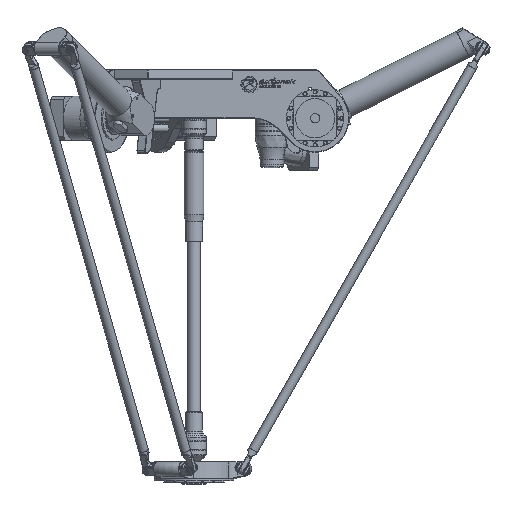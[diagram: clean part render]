
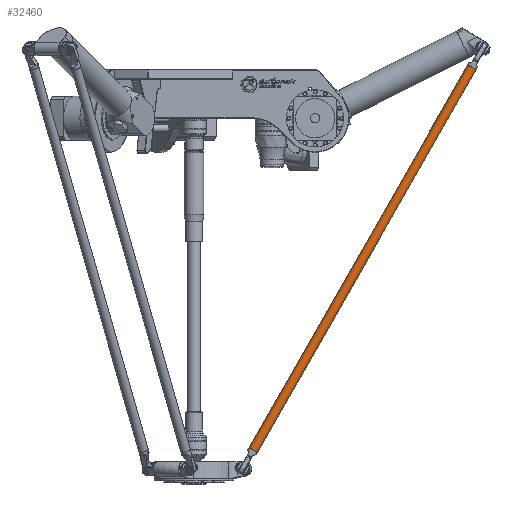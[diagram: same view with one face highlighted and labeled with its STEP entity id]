
A CAD part, front view. The second image highlights one B-rep face of the part: STEP entity #32460.
In plain terms, the highlighted cylindrical face has radius 10 mm (diameter 20 mm), a full revolution.
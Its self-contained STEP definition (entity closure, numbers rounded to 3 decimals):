
#1174=FACE_BOUND('',#6510,.T.);
#4004=FACE_OUTER_BOUND('',#6509,.T.);
#6509=EDGE_LOOP('',(#27658));
#6510=EDGE_LOOP('',(#27659));
#8202=CIRCLE('',#35719,10.);
#8203=CIRCLE('',#35721,10.);
#16064=VERTEX_POINT('',#60757);
#16065=VERTEX_POINT('',#60760);
#20030=EDGE_CURVE('',#16064,#16064,#8202,.T.);
#20031=EDGE_CURVE('',#16065,#16065,#8203,.T.);
#27658=ORIENTED_EDGE('',*,*,#20031,.T.);
#27659=ORIENTED_EDGE('',*,*,#20030,.T.);
#29717=CYLINDRICAL_SURFACE('',#35732,10.);
#32460=ADVANCED_FACE('',(#4004,#1174),#29717,.T.);
#35719=AXIS2_PLACEMENT_3D('',#60758,#43946,#43947);
#35721=AXIS2_PLACEMENT_3D('',#60761,#43950,#43951);
#35732=AXIS2_PLACEMENT_3D('',#60784,#43974,#43975);
#43946=DIRECTION('center_axis',(1.,0.,0.));
#43947=DIRECTION('ref_axis',(0.,0.,1.));
#43950=DIRECTION('center_axis',(-1.,0.,0.));
#43951=DIRECTION('ref_axis',(0.,0.,1.));
#43974=DIRECTION('center_axis',(-1.,0.,0.));
#43975=DIRECTION('ref_axis',(0.,0.,1.));
#60757=CARTESIAN_POINT('',(45.029,-10.,0.));
#60758=CARTESIAN_POINT('Origin',(45.029,0.,
0.));
#60760=CARTESIAN_POINT('',(954.971,-10.,0.));
#60761=CARTESIAN_POINT('Origin',(954.971,0.,0.));
#60784=CARTESIAN_POINT('Origin',(955.,0.,0.));
